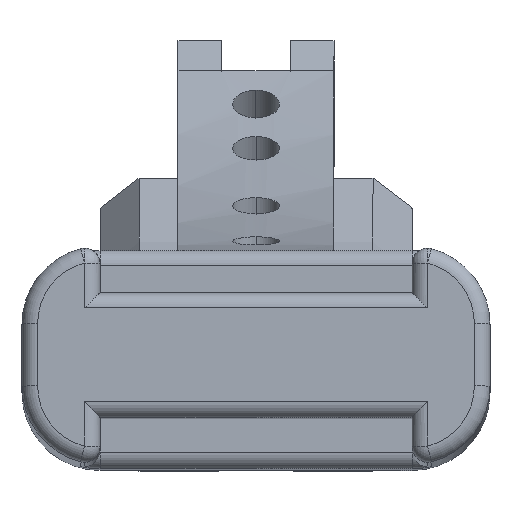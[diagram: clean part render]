
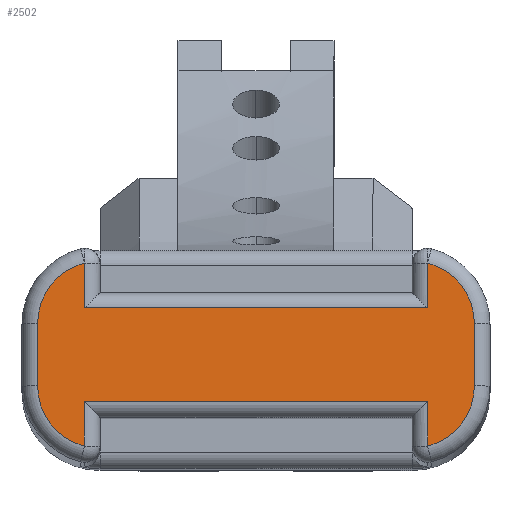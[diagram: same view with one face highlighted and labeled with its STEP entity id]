
A CAD part, left-side view. The second image highlights one B-rep face of the part: STEP entity #2502.
In plain terms, the highlighted planar face has unit normal (-0.999, 0, 0.044).
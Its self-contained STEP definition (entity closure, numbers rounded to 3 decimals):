
#68 = LINE ( 'NONE', #2074, #333 ) ;
#75 = VECTOR ( 'NONE', #1557, 1000. ) ;
#97 = ORIENTED_EDGE ( 'NONE', *, *, #1404, .T. ) ;
#109 = VERTEX_POINT ( 'NONE', #2786 ) ;
#160 = VERTEX_POINT ( 'NONE', #3479 ) ;
#222 = VECTOR ( 'NONE', #741, 1000. ) ;
#267 = EDGE_CURVE ( 'NONE', #2141, #2221, #3085, .T. ) ;
#295 = EDGE_CURVE ( 'NONE', #443, #1639, #740, .T. ) ;
#333 = VECTOR ( 'NONE', #406, 1000. ) ;
#404 = ORIENTED_EDGE ( 'NONE', *, *, #2425, .T. ) ;
#406 = DIRECTION ( 'NONE',  ( 0., 1., 0. ) ) ;
#439 = VECTOR ( 'NONE', #4208, 1000. ) ;
#443 = VERTEX_POINT ( 'NONE', #3433 ) ;
#490 = FACE_OUTER_BOUND ( 'NONE', #532, .T. ) ;
#506 = VECTOR ( 'NONE', #3559, 1000. ) ;
#521 = EDGE_CURVE ( 'NONE', #1127, #3023, #4003, .T. ) ;
#532 = EDGE_LOOP ( 'NONE', ( #847, #1346, #2843, #2234, #4078, #3428, #1498, #1150, #404, #97, #2980, #3334 ) ) ;
#544 = EDGE_CURVE ( 'NONE', #109, #3863, #3540, .T. ) ;
#545 = CARTESIAN_POINT ( 'NONE',  ( -12.39, 14., -54.511 ) ) ;
#662 = LINE ( 'NONE', #2955, #3201 ) ;
#671 = DIRECTION ( 'NONE',  ( -0.999, 0., 0.044 ) ) ;
#672 = AXIS2_PLACEMENT_3D ( 'NONE', #1277, #671, #2592 ) ;
#740 = CIRCLE ( 'NONE', #2883, 4. ) ;
#741 = DIRECTION ( 'NONE',  ( -0.044, 0., -0.999 ) ) ;
#742 = AXIS2_PLACEMENT_3D ( 'NONE', #1911, #3456, #2504 ) ;
#821 = CARTESIAN_POINT ( 'NONE',  ( -12.302, -11., -52.513 ) ) ;
#828 = DIRECTION ( 'NONE',  ( -0.044, 0., -0.999 ) ) ;
#847 = ORIENTED_EDGE ( 'NONE', *, *, #521, .T. ) ;
#856 = DIRECTION ( 'NONE',  ( 0.044, 0., 0.999 ) ) ;
#978 = CARTESIAN_POINT ( 'NONE',  ( -12.39, -14., -54.511 ) ) ;
#980 = CARTESIAN_POINT ( 'NONE',  ( -12.733, -11., -62.377 ) ) ;
#1004 = EDGE_CURVE ( 'NONE', #1639, #2209, #3533, .T. ) ;
#1127 = VERTEX_POINT ( 'NONE', #980 ) ;
#1150 = ORIENTED_EDGE ( 'NONE', *, *, #1004, .T. ) ;
#1265 = EDGE_CURVE ( 'NONE', #3863, #1127, #2839, .T. ) ;
#1277 = CARTESIAN_POINT ( 'NONE',  ( -12.39, -10., -54.511 ) ) ;
#1346 = ORIENTED_EDGE ( 'NONE', *, *, #4153, .T. ) ;
#1404 = EDGE_CURVE ( 'NONE', #2871, #109, #662, .T. ) ;
#1498 = ORIENTED_EDGE ( 'NONE', *, *, #295, .T. ) ;
#1505 = CARTESIAN_POINT ( 'NONE',  ( -12.733, -11., -62.377 ) ) ;
#1557 = DIRECTION ( 'NONE',  ( 0., -1., 0. ) ) ;
#1598 = CARTESIAN_POINT ( 'NONE',  ( -12.221, 11., -50.642 ) ) ;
#1608 = CARTESIAN_POINT ( 'NONE',  ( -12.346, -11., -53.512 ) ) ;
#1633 = VECTOR ( 'NONE', #4272, 1000. ) ;
#1639 = VERTEX_POINT ( 'NONE', #545 ) ;
#1647 = CARTESIAN_POINT ( 'NONE',  ( -12.608, 0., -59.507 ) ) ;
#1666 = CARTESIAN_POINT ( 'NONE',  ( -12.608, -11., -59.507 ) ) ;
#1755 = DIRECTION ( 'NONE',  ( -0.999, 0., 0.044 ) ) ;
#1780 = CARTESIAN_POINT ( 'NONE',  ( -12.221, -11., -50.642 ) ) ;
#1823 = EDGE_CURVE ( 'NONE', #2221, #2330, #2733, .T. ) ;
#1911 = CARTESIAN_POINT ( 'NONE',  ( -9.99, 0., 0.436 ) ) ;
#1952 = CARTESIAN_POINT ( 'NONE',  ( -12.733, 11., -62.377 ) ) ;
#1977 = DIRECTION ( 'NONE',  ( 0.044, 0., 0.999 ) ) ;
#2003 = LINE ( 'NONE', #2956, #1633 ) ;
#2074 = CARTESIAN_POINT ( 'NONE',  ( -12.346, 0., -53.512 ) ) ;
#2099 = CARTESIAN_POINT ( 'NONE',  ( -12.564, 14., -58.508 ) ) ;
#2141 = VERTEX_POINT ( 'NONE', #978 ) ;
#2142 = AXIS2_PLACEMENT_3D ( 'NONE', #2499, #3823, #856 ) ;
#2209 = VERTEX_POINT ( 'NONE', #2099 ) ;
#2221 = VERTEX_POINT ( 'NONE', #1780 ) ;
#2231 = DIRECTION ( 'NONE',  ( -0.999, 0., 0.044 ) ) ;
#2234 = ORIENTED_EDGE ( 'NONE', *, *, #1823, .T. ) ;
#2330 = VERTEX_POINT ( 'NONE', #1608 ) ;
#2425 = EDGE_CURVE ( 'NONE', #2209, #2871, #3784, .T. ) ;
#2436 = DIRECTION ( 'NONE',  ( 0.044, 0., 0.999 ) ) ;
#2499 = CARTESIAN_POINT ( 'NONE',  ( -12.564, -10., -58.508 ) ) ;
#2502 = ADVANCED_FACE ( 'NONE', ( #490 ), #3544, .T. ) ;
#2504 = DIRECTION ( 'NONE',  ( 0.044, 0., 0.999 ) ) ;
#2592 = DIRECTION ( 'NONE',  ( 0.044, 0., 0.999 ) ) ;
#2639 = EDGE_CURVE ( 'NONE', #2330, #160, #68, .T. ) ;
#2733 = LINE ( 'NONE', #821, #222 ) ;
#2783 = VECTOR ( 'NONE', #828, 1000. ) ;
#2786 = CARTESIAN_POINT ( 'NONE',  ( -12.608, 11., -59.507 ) ) ;
#2839 = LINE ( 'NONE', #1505, #2783 ) ;
#2843 = ORIENTED_EDGE ( 'NONE', *, *, #267, .T. ) ;
#2871 = VERTEX_POINT ( 'NONE', #1952 ) ;
#2883 = AXIS2_PLACEMENT_3D ( 'NONE', #3615, #2231, #1977 ) ;
#2955 = CARTESIAN_POINT ( 'NONE',  ( -12.651, 11., -60.506 ) ) ;
#2956 = CARTESIAN_POINT ( 'NONE',  ( -12.39, -14., -54.511 ) ) ;
#2980 = ORIENTED_EDGE ( 'NONE', *, *, #544, .T. ) ;
#3022 = AXIS2_PLACEMENT_3D ( 'NONE', #4082, #1755, #2436 ) ;
#3023 = VERTEX_POINT ( 'NONE', #4157 ) ;
#3085 = CIRCLE ( 'NONE', #672, 4. ) ;
#3201 = VECTOR ( 'NONE', #4245, 1000. ) ;
#3212 = CARTESIAN_POINT ( 'NONE',  ( -12.564, 14., -58.508 ) ) ;
#3334 = ORIENTED_EDGE ( 'NONE', *, *, #1265, .T. ) ;
#3428 = ORIENTED_EDGE ( 'NONE', *, *, #3726, .T. ) ;
#3433 = CARTESIAN_POINT ( 'NONE',  ( -12.221, 11., -50.642 ) ) ;
#3456 = DIRECTION ( 'NONE',  ( -0.999, 0., 0.044 ) ) ;
#3479 = CARTESIAN_POINT ( 'NONE',  ( -12.346, 11., -53.512 ) ) ;
#3533 = LINE ( 'NONE', #3212, #506 ) ;
#3540 = LINE ( 'NONE', #1647, #75 ) ;
#3544 = PLANE ( 'NONE',  #742 ) ;
#3559 = DIRECTION ( 'NONE',  ( -0.044, 0., -0.999 ) ) ;
#3615 = CARTESIAN_POINT ( 'NONE',  ( -12.39, 10., -54.511 ) ) ;
#3726 = EDGE_CURVE ( 'NONE', #160, #443, #3883, .T. ) ;
#3784 = CIRCLE ( 'NONE', #3022, 4. ) ;
#3823 = DIRECTION ( 'NONE',  ( -0.999, 0., 0.044 ) ) ;
#3863 = VERTEX_POINT ( 'NONE', #1666 ) ;
#3883 = LINE ( 'NONE', #1598, #439 ) ;
#4003 = CIRCLE ( 'NONE', #2142, 4. ) ;
#4078 = ORIENTED_EDGE ( 'NONE', *, *, #2639, .T. ) ;
#4082 = CARTESIAN_POINT ( 'NONE',  ( -12.564, 10., -58.508 ) ) ;
#4153 = EDGE_CURVE ( 'NONE', #3023, #2141, #2003, .T. ) ;
#4157 = CARTESIAN_POINT ( 'NONE',  ( -12.564, -14., -58.508 ) ) ;
#4208 = DIRECTION ( 'NONE',  ( 0.044, 0., 0.999 ) ) ;
#4245 = DIRECTION ( 'NONE',  ( 0.044, 0., 0.999 ) ) ;
#4272 = DIRECTION ( 'NONE',  ( 0.044, 0., 0.999 ) ) ;
